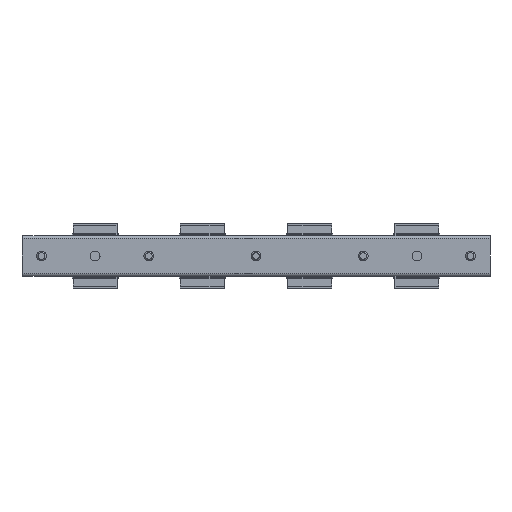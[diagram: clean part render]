
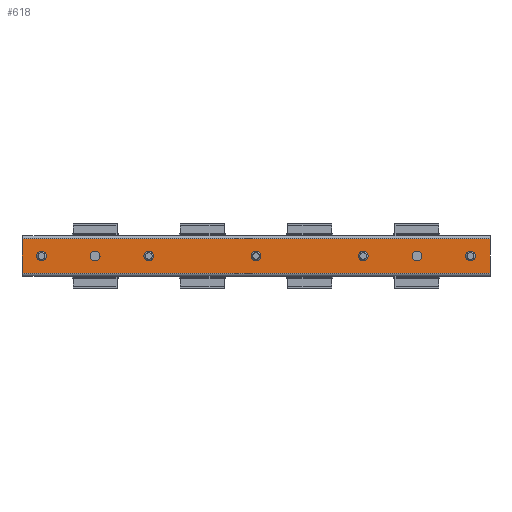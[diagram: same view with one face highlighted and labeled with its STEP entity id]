
A CAD part, front view. The second image highlights one B-rep face of the part: STEP entity #618.
In plain terms, the highlighted planar face has unit normal (0, -1, 0).
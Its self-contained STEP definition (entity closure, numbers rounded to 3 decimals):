
#618=ADVANCED_FACE('',(#2541,#2542,#2543,#2544,#2545,#2546,#2547,#2548),#2549,.T.);
#2541=FACE_OUTER_BOUND('',#5848,.T.);
#2542=FACE_BOUND('',#5849,.T.);
#2543=FACE_BOUND('',#5850,.T.);
#2544=FACE_BOUND('',#5851,.T.);
#2545=FACE_BOUND('',#5852,.T.);
#2546=FACE_BOUND('',#5853,.T.);
#2547=FACE_BOUND('',#5854,.T.);
#2548=FACE_BOUND('',#5855,.T.);
#2549=PLANE('',#5856);
#5848=EDGE_LOOP('',(#11202,#11203,#11204,#11205));
#5849=EDGE_LOOP('',(#11206,#11207));
#5850=EDGE_LOOP('',(#11208,#11209));
#5851=EDGE_LOOP('',(#11210,#11211));
#5852=EDGE_LOOP('',(#11212,#11213));
#5853=EDGE_LOOP('',(#11214,#11215));
#5854=EDGE_LOOP('',(#11216,#11217));
#5855=EDGE_LOOP('',(#11218,#11219));
#5856=AXIS2_PLACEMENT_3D('',#11220,#11221,#11222);
#11202=ORIENTED_EDGE('',*,*,#22320,.F.);
#11203=ORIENTED_EDGE('',*,*,#22321,.F.);
#11204=ORIENTED_EDGE('',*,*,#22322,.T.);
#11205=ORIENTED_EDGE('',*,*,#22323,.T.);
#11206=ORIENTED_EDGE('',*,*,#22324,.F.);
#11207=ORIENTED_EDGE('',*,*,#22268,.F.);
#11208=ORIENTED_EDGE('',*,*,#22325,.F.);
#11209=ORIENTED_EDGE('',*,*,#22260,.F.);
#11210=ORIENTED_EDGE('',*,*,#22326,.T.);
#11211=ORIENTED_EDGE('',*,*,#22285,.T.);
#11212=ORIENTED_EDGE('',*,*,#22252,.T.);
#11213=ORIENTED_EDGE('',*,*,#22327,.T.);
#11214=ORIENTED_EDGE('',*,*,#22244,.T.);
#11215=ORIENTED_EDGE('',*,*,#22328,.T.);
#11216=ORIENTED_EDGE('',*,*,#22329,.T.);
#11217=ORIENTED_EDGE('',*,*,#22270,.T.);
#11218=ORIENTED_EDGE('',*,*,#22330,.F.);
#11219=ORIENTED_EDGE('',*,*,#22236,.F.);
#11220=CARTESIAN_POINT('',(240.0,0.,20.8));
#11221=DIRECTION('',(0.,-1.0,0.));
#11222=DIRECTION('',(0.,0.0,-1.0));
#22236=EDGE_CURVE('',#26915,#26917,#26918,.T.);
#22244=EDGE_CURVE('',#26933,#26931,#26934,.T.);
#22252=EDGE_CURVE('',#26949,#26947,#26950,.T.);
#22260=EDGE_CURVE('',#26963,#26965,#26966,.T.);
#22268=EDGE_CURVE('',#26979,#26981,#26982,.T.);
#22270=EDGE_CURVE('',#26984,#26985,#26986,.T.);
#22285=EDGE_CURVE('',#27013,#27014,#27015,.T.);
#22320=EDGE_CURVE('',#27082,#27083,#27084,.T.);
#22321=EDGE_CURVE('',#27085,#27082,#27086,.T.);
#22322=EDGE_CURVE('',#27085,#27087,#27088,.T.);
#22323=EDGE_CURVE('',#27087,#27083,#27089,.T.);
#22324=EDGE_CURVE('',#26981,#26979,#27090,.T.);
#22325=EDGE_CURVE('',#26965,#26963,#27091,.T.);
#22326=EDGE_CURVE('',#27014,#27013,#27092,.T.);
#22327=EDGE_CURVE('',#26947,#26949,#27093,.T.);
#22328=EDGE_CURVE('',#26931,#26933,#27094,.T.);
#22329=EDGE_CURVE('',#26985,#26984,#27095,.T.);
#22330=EDGE_CURVE('',#26917,#26915,#27096,.T.);
#26915=VERTEX_POINT('',#34471);
#26917=VERTEX_POINT('',#34474);
#26918=CIRCLE('',#34475,5.);
#26931=VERTEX_POINT('',#34491);
#26933=VERTEX_POINT('',#34494);
#26934=CIRCLE('',#34495,5.);
#26947=VERTEX_POINT('',#34511);
#26949=VERTEX_POINT('',#34514);
#26950=CIRCLE('',#34515,5.);
#26963=VERTEX_POINT('',#34531);
#26965=VERTEX_POINT('',#34534);
#26966=CIRCLE('',#34535,5.);
#26979=VERTEX_POINT('',#34551);
#26981=VERTEX_POINT('',#34554);
#26982=CIRCLE('',#34555,5.);
#26984=VERTEX_POINT('',#34558);
#26985=VERTEX_POINT('',#34559);
#26986=CIRCLE('',#34560,5.0);
#27013=VERTEX_POINT('',#34595);
#27014=VERTEX_POINT('',#34596);
#27015=CIRCLE('',#34597,5.0);
#27082=VERTEX_POINT('',#34682);
#27083=VERTEX_POINT('',#34683);
#27084=LINE('',#34684,#34685);
#27085=VERTEX_POINT('',#34686);
#27086=LINE('',#34687,#34688);
#27087=VERTEX_POINT('',#34689);
#27088=LINE('',#34690,#34691);
#27089=LINE('',#34692,#34693);
#27090=CIRCLE('',#34694,5.);
#27091=CIRCLE('',#34695,5.);
#27092=CIRCLE('',#34696,5.0);
#27093=CIRCLE('',#34697,5.);
#27094=CIRCLE('',#34698,5.);
#27095=CIRCLE('',#34699,5.0);
#27096=CIRCLE('',#34700,5.);
#34471=CARTESIAN_POINT('',(0.,0.,5.0));
#34474=CARTESIAN_POINT('',(0.,0.,-5.));
#34475=AXIS2_PLACEMENT_3D('',#43624,#43625,#43626);
#34491=CARTESIAN_POINT('',(220.0,0.,5.0));
#34494=CARTESIAN_POINT('',(220.0,0.,-5.));
#34495=AXIS2_PLACEMENT_3D('',#43640,#43641,#43642);
#34511=CARTESIAN_POINT('',(110.0,0.,5.0));
#34514=CARTESIAN_POINT('',(110.0,0.,-5.));
#34515=AXIS2_PLACEMENT_3D('',#43656,#43657,#43658);
#34531=CARTESIAN_POINT('',(-220.0,0.,5.0));
#34534=CARTESIAN_POINT('',(-220.0,0.,-5.));
#34535=AXIS2_PLACEMENT_3D('',#43672,#43673,#43674);
#34551=CARTESIAN_POINT('',(-110.0,0.,5.0));
#34554=CARTESIAN_POINT('',(-110.0,0.,-5.));
#34555=AXIS2_PLACEMENT_3D('',#43688,#43689,#43690);
#34558=CARTESIAN_POINT('',(165.0,0.,-5.));
#34559=CARTESIAN_POINT('',(165.0,0.,5.));
#34560=AXIS2_PLACEMENT_3D('',#43692,#43693,#43694);
#34595=CARTESIAN_POINT('',(-165.0,0.,-5.));
#34596=CARTESIAN_POINT('',(-165.0,0.,5.0));
#34597=AXIS2_PLACEMENT_3D('',#43721,#43722,#43723);
#34682=CARTESIAN_POINT('',(-240.0,0.,-17.8));
#34683=CARTESIAN_POINT('',(-240.0,0.,17.8));
#34684=CARTESIAN_POINT('',(-240.0,0.,20.8));
#34685=VECTOR('',#43790,1000.0);
#34686=CARTESIAN_POINT('',(240.0,0.,-17.8));
#34687=CARTESIAN_POINT('',(240.0,0.,-17.8));
#34688=VECTOR('',#43791,1000.0);
#34689=CARTESIAN_POINT('',(240.0,0.,17.8));
#34690=CARTESIAN_POINT('',(240.0,0.,20.8));
#34691=VECTOR('',#43792,1000.0);
#34692=CARTESIAN_POINT('',(240.0,0.,17.8));
#34693=VECTOR('',#43793,1000.0);
#34694=AXIS2_PLACEMENT_3D('',#43794,#43795,#43796);
#34695=AXIS2_PLACEMENT_3D('',#43797,#43798,#43799);
#34696=AXIS2_PLACEMENT_3D('',#43800,#43801,#43802);
#34697=AXIS2_PLACEMENT_3D('',#43803,#43804,#43805);
#34698=AXIS2_PLACEMENT_3D('',#43806,#43807,#43808);
#34699=AXIS2_PLACEMENT_3D('',#43809,#43810,#43811);
#34700=AXIS2_PLACEMENT_3D('',#43812,#43813,#43814);
#43624=CARTESIAN_POINT('',(0.,0.,0.));
#43625=DIRECTION('',(0.,-1.0,0.));
#43626=DIRECTION('',(0.,0.0,-1.0));
#43640=CARTESIAN_POINT('',(220.0,0.,0.));
#43641=DIRECTION('',(0.,1.0,0.));
#43642=DIRECTION('',(0.,0.0,-1.0));
#43656=CARTESIAN_POINT('',(110.0,0.,0.));
#43657=DIRECTION('',(0.,1.0,0.));
#43658=DIRECTION('',(0.,0.0,-1.0));
#43672=CARTESIAN_POINT('',(-220.0,0.,0.));
#43673=DIRECTION('',(0.,-1.0,0.));
#43674=DIRECTION('',(0.,0.0,-1.0));
#43688=CARTESIAN_POINT('',(-110.0,0.,0.));
#43689=DIRECTION('',(0.,-1.0,0.));
#43690=DIRECTION('',(0.,0.0,-1.0));
#43692=CARTESIAN_POINT('',(165.0,0.,0.));
#43693=DIRECTION('',(0.,1.0,0.));
#43694=DIRECTION('',(0.,0.0,1.0));
#43721=CARTESIAN_POINT('',(-165.0,0.,0.));
#43722=DIRECTION('',(0.,1.0,0.));
#43723=DIRECTION('',(0.,0.0,1.0));
#43790=DIRECTION('',(0.,0.,1.0));
#43791=DIRECTION('',(-1.0,0.,0.));
#43792=DIRECTION('',(0.,0.,1.0));
#43793=DIRECTION('',(-1.0,0.,0.));
#43794=CARTESIAN_POINT('',(-110.0,0.,0.));
#43795=DIRECTION('',(0.,-1.0,0.));
#43796=DIRECTION('',(0.,0.0,-1.0));
#43797=CARTESIAN_POINT('',(-220.0,0.,0.));
#43798=DIRECTION('',(0.,-1.0,0.));
#43799=DIRECTION('',(0.,0.0,-1.0));
#43800=CARTESIAN_POINT('',(-165.0,0.,0.));
#43801=DIRECTION('',(0.,1.0,0.));
#43802=DIRECTION('',(0.,0.0,1.0));
#43803=CARTESIAN_POINT('',(110.0,0.,0.));
#43804=DIRECTION('',(0.,1.0,0.));
#43805=DIRECTION('',(0.,0.0,-1.0));
#43806=CARTESIAN_POINT('',(220.0,0.,0.));
#43807=DIRECTION('',(0.,1.0,0.));
#43808=DIRECTION('',(0.,0.0,-1.0));
#43809=CARTESIAN_POINT('',(165.0,0.,0.));
#43810=DIRECTION('',(0.,1.0,0.));
#43811=DIRECTION('',(0.,0.0,1.0));
#43812=CARTESIAN_POINT('',(0.,0.,0.));
#43813=DIRECTION('',(0.,-1.0,0.));
#43814=DIRECTION('',(0.,0.0,-1.0));
